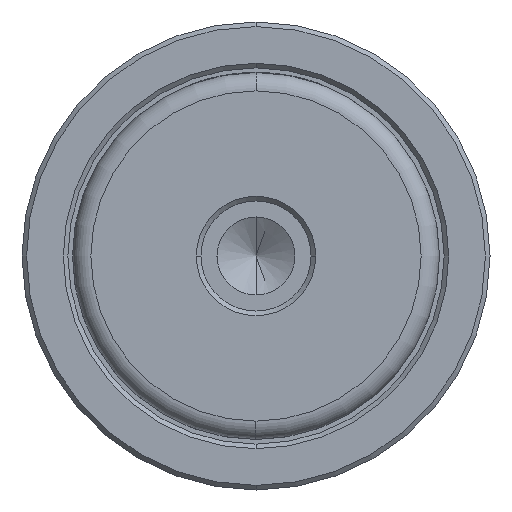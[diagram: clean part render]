
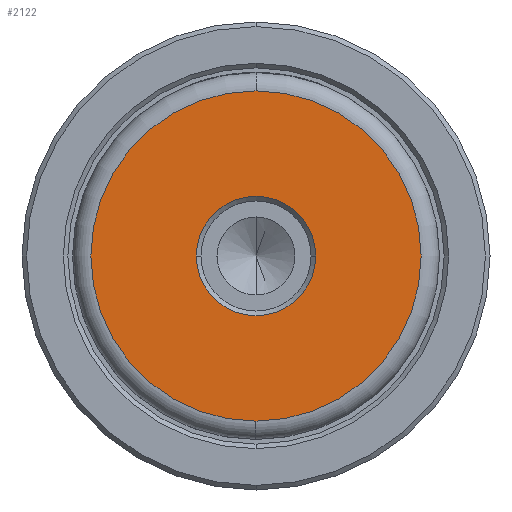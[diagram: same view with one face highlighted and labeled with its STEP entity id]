
A CAD part, left-side view. The second image highlights one B-rep face of the part: STEP entity #2122.
In plain terms, the highlighted planar face has unit normal (-1, 0, 0).
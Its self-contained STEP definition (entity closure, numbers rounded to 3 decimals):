
#46 = EDGE_CURVE ( 'NONE', #631, #2382, #2494, .T. ) ;
#85 = CARTESIAN_POINT ( 'NONE',  ( 0., 6.5, 0. ) ) ;
#134 = ORIENTED_EDGE ( 'NONE', *, *, #46, .T. ) ;
#168 = AXIS2_PLACEMENT_3D ( 'NONE', #909, #2292, #1108 ) ;
#176 = CARTESIAN_POINT ( 'NONE',  ( 0., 0., 0. ) ) ;
#225 = CARTESIAN_POINT ( 'NONE',  ( 0., -6.5, 0. ) ) ;
#241 = ORIENTED_EDGE ( 'NONE', *, *, #2264, .T. ) ;
#266 = DIRECTION ( 'NONE',  ( 1., 0., 0. ) ) ;
#270 = CIRCLE ( 'NONE', #611, 17.997 ) ;
#363 = DIRECTION ( 'NONE',  ( 0., 0., 1. ) ) ;
#465 = CIRCLE ( 'NONE', #1205, 17.997 ) ;
#589 = CARTESIAN_POINT ( 'NONE',  ( 0., 0., 0. ) ) ;
#611 = AXIS2_PLACEMENT_3D ( 'NONE', #589, #1977, #792 ) ;
#631 = VERTEX_POINT ( 'NONE', #85 ) ;
#792 = DIRECTION ( 'NONE',  ( 0., 0., 1. ) ) ;
#845 = FACE_BOUND ( 'NONE', #1867, .T. ) ;
#864 = ORIENTED_EDGE ( 'NONE', *, *, #2030, .T. ) ;
#893 = CARTESIAN_POINT ( 'NONE',  ( 0., 0., 0. ) ) ;
#909 = CARTESIAN_POINT ( 'NONE',  ( 0., 0., 0. ) ) ;
#964 = EDGE_CURVE ( 'NONE', #2028, #1397, #270, .T. ) ;
#1088 = DIRECTION ( 'NONE',  ( 0., 0., 1. ) ) ;
#1108 = DIRECTION ( 'NONE',  ( 0., 0., 1. ) ) ;
#1205 = AXIS2_PLACEMENT_3D ( 'NONE', #176, #1558, #363 ) ;
#1385 = CARTESIAN_POINT ( 'NONE',  ( 0., 0., -17.997 ) ) ;
#1397 = VERTEX_POINT ( 'NONE', #1543 ) ;
#1494 = PLANE ( 'NONE',  #168 ) ;
#1543 = CARTESIAN_POINT ( 'NONE',  ( 0., 0., 17.997 ) ) ;
#1545 = CIRCLE ( 'NONE', #1945, 6.5 ) ;
#1558 = DIRECTION ( 'NONE',  ( -1., 0., 0. ) ) ;
#1614 = AXIS2_PLACEMENT_3D ( 'NONE', #2239, #266, #1658 ) ;
#1658 = DIRECTION ( 'NONE',  ( 0., 0., 1. ) ) ;
#1867 = EDGE_LOOP ( 'NONE', ( #864, #134 ) ) ;
#1945 = AXIS2_PLACEMENT_3D ( 'NONE', #893, #2275, #1088 ) ;
#1977 = DIRECTION ( 'NONE',  ( -1., 0., 0. ) ) ;
#2028 = VERTEX_POINT ( 'NONE', #1385 ) ;
#2030 = EDGE_CURVE ( 'NONE', #2382, #631, #1545, .T. ) ;
#2122 = ADVANCED_FACE ( 'NONE', ( #845, #2422 ), #1494, .T. ) ;
#2208 = ORIENTED_EDGE ( 'NONE', *, *, #964, .T. ) ;
#2239 = CARTESIAN_POINT ( 'NONE',  ( 0., 0., 0. ) ) ;
#2264 = EDGE_CURVE ( 'NONE', #1397, #2028, #465, .T. ) ;
#2275 = DIRECTION ( 'NONE',  ( 1., 0., 0. ) ) ;
#2292 = DIRECTION ( 'NONE',  ( -1., 0., 0. ) ) ;
#2382 = VERTEX_POINT ( 'NONE', #225 ) ;
#2422 = FACE_OUTER_BOUND ( 'NONE', #2451, .T. ) ;
#2451 = EDGE_LOOP ( 'NONE', ( #241, #2208 ) ) ;
#2494 = CIRCLE ( 'NONE', #1614, 6.5 ) ;
